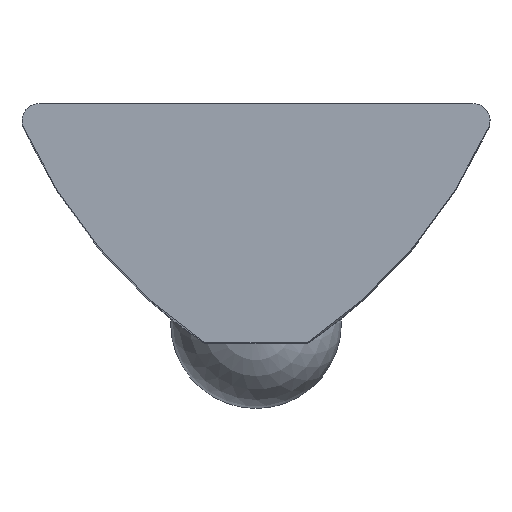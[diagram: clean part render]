
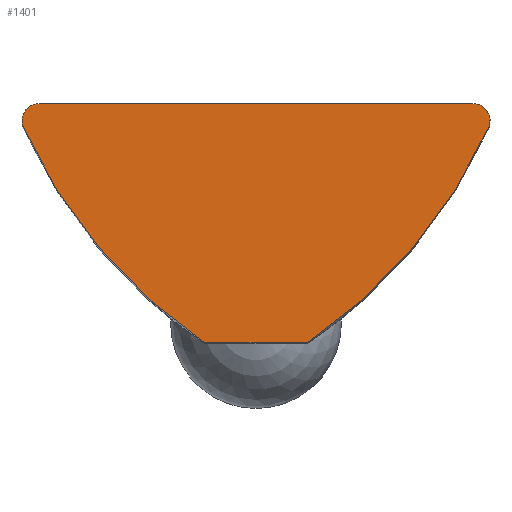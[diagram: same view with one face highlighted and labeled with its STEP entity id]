
A CAD part, top view. The second image highlights one B-rep face of the part: STEP entity #1401.
In plain terms, the highlighted planar face has unit normal (0, 0, 1).
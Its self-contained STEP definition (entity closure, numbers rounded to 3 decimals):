
#32 = DIRECTION ( 'NONE',  ( 0., 0., 1. ) ) ;
#59 = CARTESIAN_POINT ( 'NONE',  ( 6.35, 0., 11. ) ) ;
#67 = DIRECTION ( 'NONE',  ( 0., 0., 1. ) ) ;
#173 = DIRECTION ( 'NONE',  ( 1., 0., 0. ) ) ;
#181 = EDGE_CURVE ( 'NONE', #1016, #1839, #1352, .T. ) ;
#187 = AXIS2_PLACEMENT_3D ( 'NONE', #1106, #1274, #1868 ) ;
#198 = ORIENTED_EDGE ( 'NONE', *, *, #1456, .T. ) ;
#219 = DIRECTION ( 'NONE',  ( -1., 0., 0. ) ) ;
#221 = DIRECTION ( 'NONE',  ( 0., 0., 1. ) ) ;
#228 = EDGE_CURVE ( 'NONE', #1839, #1622, #1547, .T. ) ;
#258 = DIRECTION ( 'NONE',  ( -1., 0., 0. ) ) ;
#294 = CARTESIAN_POINT ( 'NONE',  ( -6.35, 0., 11. ) ) ;
#303 = AXIS2_PLACEMENT_3D ( 'NONE', #914, #1513, #1501 ) ;
#304 = CARTESIAN_POINT ( 'NONE',  ( -6.35, -0.5, 11. ) ) ;
#315 = CIRCLE ( 'NONE', #1831, 0.5 ) ;
#349 = AXIS2_PLACEMENT_3D ( 'NONE', #782, #1707, #1093 ) ;
#359 = ORIENTED_EDGE ( 'NONE', *, *, #550, .T. ) ;
#427 = CARTESIAN_POINT ( 'NONE',  ( 6.35, 0., 11. ) ) ;
#482 = PLANE ( 'NONE',  #349 ) ;
#540 = VERTEX_POINT ( 'NONE', #1898 ) ;
#547 = CARTESIAN_POINT ( 'NONE',  ( 1.5, -7., 11. ) ) ;
#550 = EDGE_CURVE ( 'NONE', #1408, #1855, #315, .T. ) ;
#570 = CIRCLE ( 'NONE', #1444, 15. ) ;
#683 = EDGE_LOOP ( 'NONE', ( #359, #1916, #1495, #1848, #1822, #1459, #198 ) ) ;
#728 = VECTOR ( 'NONE', #1035, 1000. ) ;
#752 = AXIS2_PLACEMENT_3D ( 'NONE', #304, #32, #173 ) ;
#782 = CARTESIAN_POINT ( 'NONE',  ( 6.35, -0.5, 11. ) ) ;
#914 = CARTESIAN_POINT ( 'NONE',  ( -6.35, -0.5, 11. ) ) ;
#927 = VECTOR ( 'NONE', #219, 1000. ) ;
#941 = VERTEX_POINT ( 'NONE', #1610 ) ;
#963 = FACE_OUTER_BOUND ( 'NONE', #683, .T. ) ;
#974 = CARTESIAN_POINT ( 'NONE',  ( 6.35, -0.5, 11. ) ) ;
#1016 = VERTEX_POINT ( 'NONE', #294 ) ;
#1035 = DIRECTION ( 'NONE',  ( 1., 0., 0. ) ) ;
#1055 = CIRCLE ( 'NONE', #187, 15. ) ;
#1093 = DIRECTION ( 'NONE',  ( -1., 0., 0. ) ) ;
#1106 = CARTESIAN_POINT ( 'NONE',  ( 6.876, 5.444, 11. ) ) ;
#1180 = CARTESIAN_POINT ( 'NONE',  ( 6.806, -0.705, 11. ) ) ;
#1274 = DIRECTION ( 'NONE',  ( 0., 0., 1. ) ) ;
#1300 = CARTESIAN_POINT ( 'NONE',  ( -6.876, 5.444, 11. ) ) ;
#1352 = CIRCLE ( 'NONE', #752, 0.5 ) ;
#1390 = CARTESIAN_POINT ( 'NONE',  ( -6.806, -0.705, 11. ) ) ;
#1401 = ADVANCED_FACE ( 'NONE', ( #963 ), #482, .F. ) ;
#1408 = VERTEX_POINT ( 'NONE', #1180 ) ;
#1444 = AXIS2_PLACEMENT_3D ( 'NONE', #1300, #67, #258 ) ;
#1456 = EDGE_CURVE ( 'NONE', #540, #1408, #570, .T. ) ;
#1459 = ORIENTED_EDGE ( 'NONE', *, *, #1792, .T. ) ;
#1495 = ORIENTED_EDGE ( 'NONE', *, *, #181, .T. ) ;
#1501 = DIRECTION ( 'NONE',  ( 1., 0., 0. ) ) ;
#1513 = DIRECTION ( 'NONE',  ( 0., 0., 1. ) ) ;
#1547 = CIRCLE ( 'NONE', #303, 0.5 ) ;
#1604 = DIRECTION ( 'NONE',  ( -1., 0., 0. ) ) ;
#1610 = CARTESIAN_POINT ( 'NONE',  ( -1.5, -7., 11. ) ) ;
#1622 = VERTEX_POINT ( 'NONE', #1390 ) ;
#1656 = EDGE_CURVE ( 'NONE', #1622, #941, #1055, .T. ) ;
#1684 = EDGE_CURVE ( 'NONE', #1855, #1016, #1875, .T. ) ;
#1707 = DIRECTION ( 'NONE',  ( 0., 0., -1. ) ) ;
#1792 = EDGE_CURVE ( 'NONE', #941, #540, #1903, .T. ) ;
#1822 = ORIENTED_EDGE ( 'NONE', *, *, #1656, .T. ) ;
#1831 = AXIS2_PLACEMENT_3D ( 'NONE', #974, #221, #1604 ) ;
#1839 = VERTEX_POINT ( 'NONE', #1912 ) ;
#1848 = ORIENTED_EDGE ( 'NONE', *, *, #228, .T. ) ;
#1855 = VERTEX_POINT ( 'NONE', #427 ) ;
#1868 = DIRECTION ( 'NONE',  ( 1., 0., 0. ) ) ;
#1875 = LINE ( 'NONE', #59, #927 ) ;
#1898 = CARTESIAN_POINT ( 'NONE',  ( 1.5, -7., 11. ) ) ;
#1903 = LINE ( 'NONE', #547, #728 ) ;
#1912 = CARTESIAN_POINT ( 'NONE',  ( -6.85, -0.5, 11. ) ) ;
#1916 = ORIENTED_EDGE ( 'NONE', *, *, #1684, .T. ) ;
